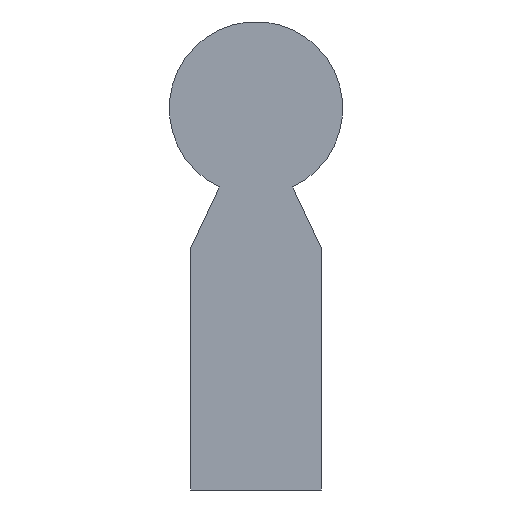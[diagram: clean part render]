
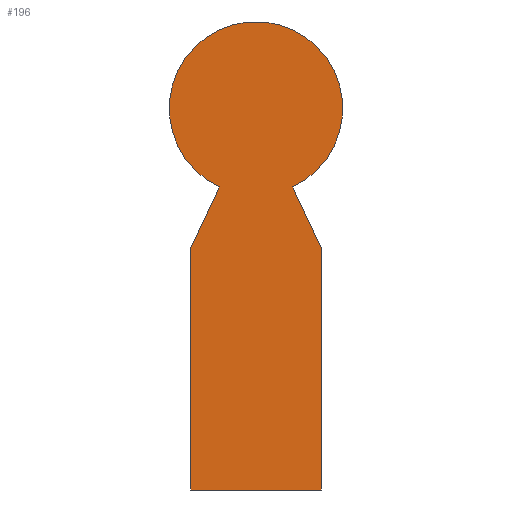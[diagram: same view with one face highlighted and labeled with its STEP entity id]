
A CAD part, front view. The second image highlights one B-rep face of the part: STEP entity #196.
In plain terms, the highlighted planar face has unit normal (0, -1, 0).
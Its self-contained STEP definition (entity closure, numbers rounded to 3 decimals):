
#196 = ADVANCED_FACE( '', ( #437 ), #438, .T. );
#437 = FACE_OUTER_BOUND( '', #678, .T. );
#438 = PLANE( '', #679 );
#678 = EDGE_LOOP( '', ( #1116, #1117, #1118, #1119, #1120, #1121 ) );
#679 = AXIS2_PLACEMENT_3D( '', #1122, #1123, #1124 );
#1116 = ORIENTED_EDGE( '', *, *, #1182, .T. );
#1117 = ORIENTED_EDGE( '', *, *, #1249, .T. );
#1118 = ORIENTED_EDGE( '', *, *, #1335, .T. );
#1119 = ORIENTED_EDGE( '', *, *, #1338, .T. );
#1120 = ORIENTED_EDGE( '', *, *, #1215, .T. );
#1121 = ORIENTED_EDGE( '', *, *, #1303, .T. );
#1122 = CARTESIAN_POINT( '', ( 0., 0., 88. ) );
#1123 = DIRECTION( '', ( 0., -1., 0. ) );
#1124 = DIRECTION( '', ( 0., 0., -1. ) );
#1182 = EDGE_CURVE( '', #1363, #1364, #1365, .T. );
#1215 = EDGE_CURVE( '', #1420, #1421, #1422, .T. );
#1249 = EDGE_CURVE( '', #1364, #1477, #1478, .T. );
#1303 = EDGE_CURVE( '', #1421, #1363, #1553, .T. );
#1335 = EDGE_CURVE( '', #1477, #1594, #1595, .T. );
#1338 = EDGE_CURVE( '', #1594, #1420, #1598, .T. );
#1363 = VERTEX_POINT( '', #1623 );
#1364 = VERTEX_POINT( '', #1624 );
#1365 = LINE( '', #1625, #1626 );
#1420 = VERTEX_POINT( '', #1696 );
#1421 = VERTEX_POINT( '', #1697 );
#1422 = CIRCLE( '', #1698, 20. );
#1477 = VERTEX_POINT( '', #1771 );
#1478 = LINE( '', #1772, #1773 );
#1553 = LINE( '', #1871, #1872 );
#1594 = VERTEX_POINT( '', #1921 );
#1595 = LINE( '', #1922, #1923 );
#1598 = LINE( '', #1927, #1928 );
#1623 = CARTESIAN_POINT( '', ( -15., 0., 55.832 ) );
#1624 = CARTESIAN_POINT( '', ( -15., 0., 0. ) );
#1625 = CARTESIAN_POINT( '', ( -15., 0., 55.832 ) );
#1626 = VECTOR( '', #1959, 1000. );
#1696 = CARTESIAN_POINT( '', ( 8.452, 0., 69.874 ) );
#1697 = CARTESIAN_POINT( '', ( -8.452, 0., 69.874 ) );
#1698 = AXIS2_PLACEMENT_3D( '', #1999, #2000, #2001 );
#1771 = CARTESIAN_POINT( '', ( 15., 0., 0. ) );
#1772 = CARTESIAN_POINT( '', ( -15., 0., 0. ) );
#1773 = VECTOR( '', #2038, 1000. );
#1871 = CARTESIAN_POINT( '', ( -8.525, 0., 69.717 ) );
#1872 = VECTOR( '', #2095, 1000. );
#1921 = CARTESIAN_POINT( '', ( 15., 0., 55.832 ) );
#1922 = CARTESIAN_POINT( '', ( 15., 0., 0. ) );
#1923 = VECTOR( '', #2125, 1000. );
#1927 = CARTESIAN_POINT( '', ( 8.525, 0., 69.717 ) );
#1928 = VECTOR( '', #2127, 1000. );
#1959 = DIRECTION( '', ( 0., 0., -1. ) );
#1999 = CARTESIAN_POINT( '', ( 0., 0., 88. ) );
#2000 = DIRECTION( '', ( 0., -1., 0. ) );
#2001 = DIRECTION( '', ( 0., 0., -1. ) );
#2038 = DIRECTION( '', ( 1., 0., 0. ) );
#2095 = DIRECTION( '', ( -0.423, 0., -0.906 ) );
#2125 = DIRECTION( '', ( 0., 0., 1. ) );
#2127 = DIRECTION( '', ( -0.423, 0., 0.906 ) );
